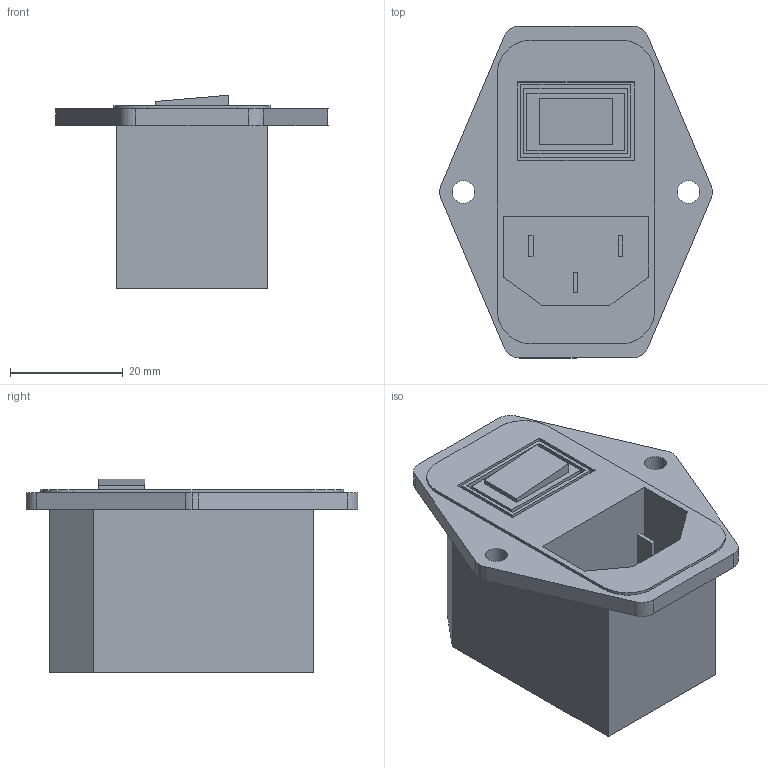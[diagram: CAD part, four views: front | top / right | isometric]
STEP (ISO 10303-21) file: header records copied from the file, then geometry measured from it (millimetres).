
FILE_DESCRIPTION (( 'STEP AP214' ), '1' );
FILE_NAME ('User Library-switchnelectric socket.STEP', '2012-06-04T08:42:29', ( 'sysAdmin' ), ( 'SolidWorks' ), 'SwSTEP 2.0', 'SolidWorks 2012', '' );
FILE_SCHEMA (( 'AUTOMOTIVE_DESIGN' ));
Length unit declared in the file: millimetre
Products named in the file (1): User Library-switchnelectric socket
Bounding box: 48.47 x 59 x 34.41 mm (x, y, z)
Volume: 35513.4 mm3; surface area: 14504.6 mm2
Topology: 1 solids, 1 shells, 82 faces, 207 edges, 138 vertices
Faces by surface type: plane 67, cylinder 15
Entity records: 3385 total; most frequent: CARTESIAN_POINT 428, ORIENTED_EDGE 414, DIRECTION 403, EDGE_CURVE 207, VECTOR 177, LINE 177, VERTEX_POINT 138, AXIS2_PLACEMENT_3D 113
